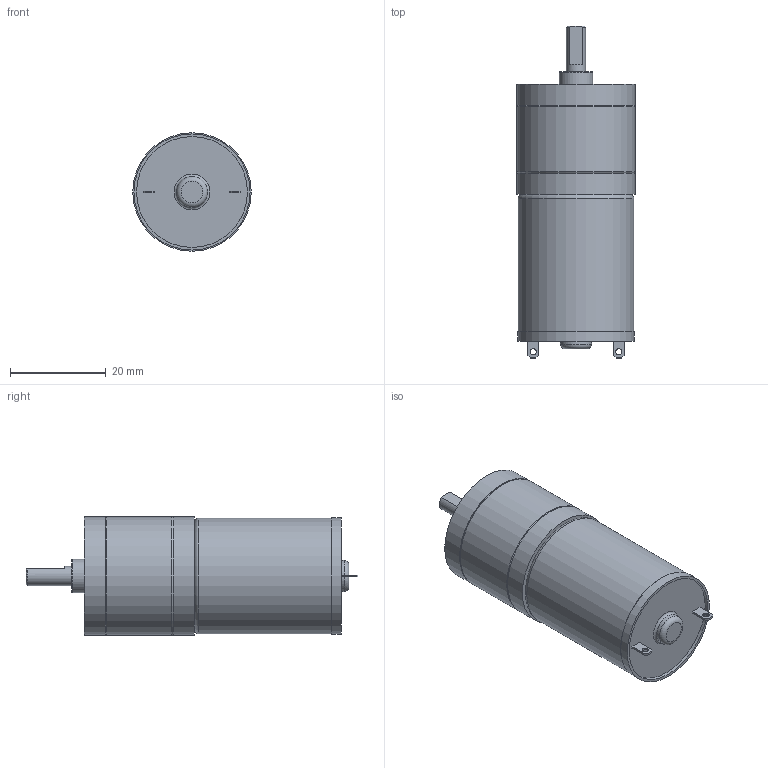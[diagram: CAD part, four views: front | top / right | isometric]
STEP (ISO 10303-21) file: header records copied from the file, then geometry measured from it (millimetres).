
FILE_DESCRIPTION(/* description */ (''),/* implementation_level */ '2;1');
FILE_NAME(/* name */ 'JGA25-370 .step',/* time_stamp */ '2022-12-24T23:16:18+02:00',/* author */ (''),/* organization */ (''),/* preprocessor_version */ 'ST-DEVELOPER v19.2',/* originating_system */ 'Autodesk Translation Framework v11.17.0.187',/* authorisation */ '');
FILE_SCHEMA (('AUTOMOTIVE_DESIGN { 1 0 10303 214 3 1 1 }'));
Length unit declared in the file: millimetre
Products named in the file (4): JGA25-370; Motor; Gearbox; 90116A027_316 Stainless Steel Pan Head Phillips Screws
Assembly tree (4 placements, depth 2):
  JGA25-370
    Motor
    Gearbox
    90116A027_316 Stainless Steel Pan Head Phillips Screws  x2
Bounding box: 24.8 x 69.5 x 24.8 mm (x, y, z)
Volume: 25038.8 mm3; surface area: 7386.1 mm2
Topology: 4 solids, 4 shells, 389 faces, 1093 edges, 730 vertices
Faces by surface type: cylinder 280, plane 70, cone 16, torus 11, bspline 10, sphere 2
Full cylindrical faces by diameter (mm): 1.3 x2, 1.48 x98, 2 x96, 2.2 x2, 2.529 x12, 3.086 x8, 4 x3, 4.5 x1, 4.7 x2, 6.5 x1, 7 x1, 23.2 x1, 24.2 x1, 24.3 x1, 24.8 x3
Entity records: 21414 total; most frequent: CARTESIAN_POINT 15310, ORIENTED_EDGE 1408, DIRECTION 971, EDGE_CURVE 704, VERTEX_POINT 470, AXIS2_PLACEMENT_3D 363, B_SPLINE_CURVE_WITH_KNOTS 351, EDGE_LOOP 280
